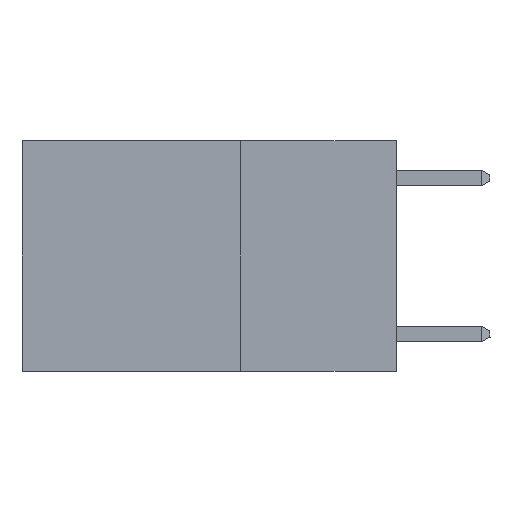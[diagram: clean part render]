
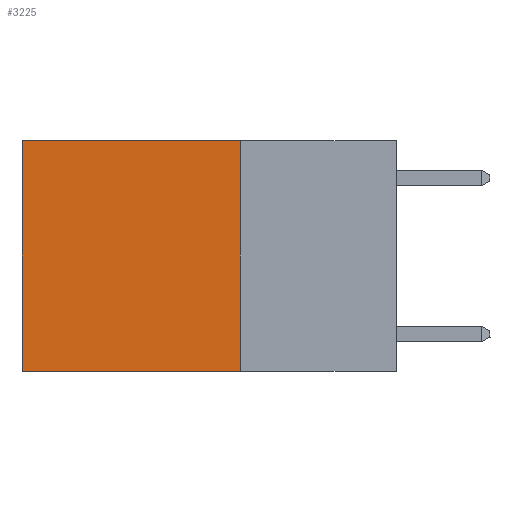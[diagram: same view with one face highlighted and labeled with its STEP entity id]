
A CAD part, left-side view. The second image highlights one B-rep face of the part: STEP entity #3225.
In plain terms, the highlighted planar face has unit normal (-1, 0, 0).
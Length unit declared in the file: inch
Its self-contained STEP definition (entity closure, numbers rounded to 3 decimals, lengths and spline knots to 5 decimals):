
#896 = LINE ( 'NONE', #2755, #7653 ) ;
#924 = VECTOR ( 'NONE', #1437, 39.37008 ) ;
#1437 = DIRECTION ( 'NONE',  ( 0., 0., -1. ) ) ;
#2755 = CARTESIAN_POINT ( 'NONE',  ( 0.2625, 0.25, 0. ) ) ;
#3225 = ADVANCED_FACE ( 'NONE', ( #16423 ), #15758, .F. ) ;
#3248 = VECTOR ( 'NONE', #4227, 39.37008 ) ;
#3358 = ORIENTED_EDGE ( 'NONE', *, *, #7033, .T. ) ;
#3747 = LINE ( 'NONE', #5603, #3248 ) ;
#4227 = DIRECTION ( 'NONE',  ( 0., 1., 0. ) ) ;
#5603 = CARTESIAN_POINT ( 'NONE',  ( 0.2625, 0.25, -0.37 ) ) ;
#6730 = VERTEX_POINT ( 'NONE', #9314 ) ;
#7033 = EDGE_CURVE ( 'NONE', #6730, #15397, #12410, .T. ) ;
#7235 = VERTEX_POINT ( 'NONE', #14172 ) ;
#7653 = VECTOR ( 'NONE', #13636, 39.37008 ) ;
#8361 = AXIS2_PLACEMENT_3D ( 'NONE', #13116, #17028, #9212 ) ;
#8682 = CARTESIAN_POINT ( 'NONE',  ( 0.2625, 0.25, 0. ) ) ;
#9212 = DIRECTION ( 'NONE',  ( 0., 0., -1. ) ) ;
#9314 = CARTESIAN_POINT ( 'NONE',  ( 0.2625, 0.6, 0. ) ) ;
#9588 = CARTESIAN_POINT ( 'NONE',  ( 0.2625, 0.25, -0.37 ) ) ;
#10433 = EDGE_CURVE ( 'NONE', #15214, #15397, #3747, .T. ) ;
#10667 = VECTOR ( 'NONE', #11350, 39.37008 ) ;
#11120 = ORIENTED_EDGE ( 'NONE', *, *, #12250, .F. ) ;
#11350 = DIRECTION ( 'NONE',  ( 0., 1., 0. ) ) ;
#12250 = EDGE_CURVE ( 'NONE', #7235, #15214, #896, .T. ) ;
#12410 = LINE ( 'NONE', #17177, #924 ) ;
#13116 = CARTESIAN_POINT ( 'NONE',  ( 0.2625, 0.25, 0. ) ) ;
#13636 = DIRECTION ( 'NONE',  ( 0., 0., -1. ) ) ;
#13839 = EDGE_CURVE ( 'NONE', #7235, #6730, #14140, .T. ) ;
#14140 = LINE ( 'NONE', #8682, #10667 ) ;
#14155 = EDGE_LOOP ( 'NONE', ( #3358, #17563, #11120, #14547 ) ) ;
#14172 = CARTESIAN_POINT ( 'NONE',  ( 0.2625, 0.25, 0. ) ) ;
#14547 = ORIENTED_EDGE ( 'NONE', *, *, #13839, .T. ) ;
#15214 = VERTEX_POINT ( 'NONE', #9588 ) ;
#15397 = VERTEX_POINT ( 'NONE', #16264 ) ;
#15758 = PLANE ( 'NONE',  #8361 ) ;
#16264 = CARTESIAN_POINT ( 'NONE',  ( 0.2625, 0.6, -0.37 ) ) ;
#16423 = FACE_OUTER_BOUND ( 'NONE', #14155, .T. ) ;
#17028 = DIRECTION ( 'NONE',  ( 1., 0., 0. ) ) ;
#17177 = CARTESIAN_POINT ( 'NONE',  ( 0.2625, 0.6, 0. ) ) ;
#17563 = ORIENTED_EDGE ( 'NONE', *, *, #10433, .F. ) ;
